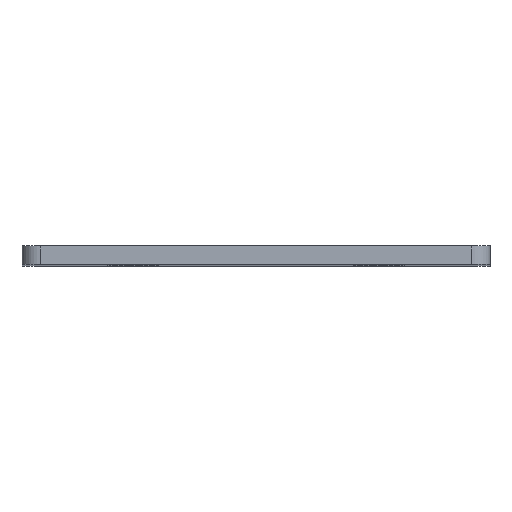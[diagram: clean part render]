
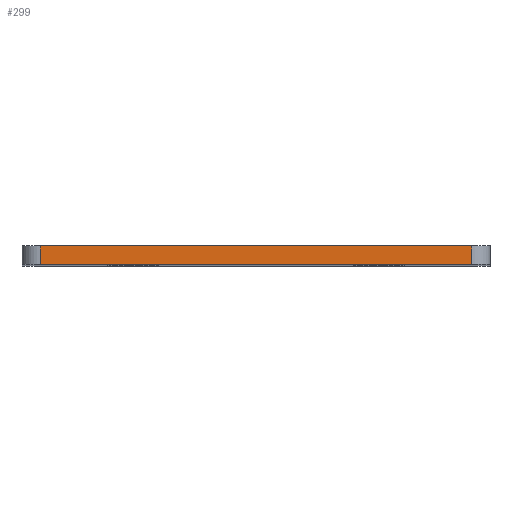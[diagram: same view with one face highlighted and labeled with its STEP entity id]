
A CAD part, top view. The second image highlights one B-rep face of the part: STEP entity #299.
In plain terms, the highlighted planar face has unit normal (0, 0, 1).
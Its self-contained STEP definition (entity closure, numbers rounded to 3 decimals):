
#28 = ORIENTED_EDGE ( 'NONE', *, *, #266, .T. ) ;
#66 = VERTEX_POINT ( 'NONE', #415 ) ;
#106 = CARTESIAN_POINT ( 'NONE',  ( -38., 3., 138. ) ) ;
#117 = CARTESIAN_POINT ( 'NONE',  ( 35., 0., 138. ) ) ;
#129 = DIRECTION ( 'NONE',  ( 1., 0., 0. ) ) ;
#146 = FACE_OUTER_BOUND ( 'NONE', #813, .T. ) ;
#203 = ORIENTED_EDGE ( 'NONE', *, *, #549, .T. ) ;
#212 = PLANE ( 'NONE',  #318 ) ;
#264 = LINE ( 'NONE', #916, #271 ) ;
#266 = EDGE_CURVE ( 'NONE', #573, #66, #505, .T. ) ;
#271 = VECTOR ( 'NONE', #557, 1000. ) ;
#299 = ADVANCED_FACE ( 'NONE', ( #146 ), #212, .T. ) ;
#311 = VERTEX_POINT ( 'NONE', #783 ) ;
#318 = AXIS2_PLACEMENT_3D ( 'NONE', #869, #572, #432 ) ;
#392 = DIRECTION ( 'NONE',  ( 1., 0., 0. ) ) ;
#415 = CARTESIAN_POINT ( 'NONE',  ( -35., 0., 138. ) ) ;
#432 = DIRECTION ( 'NONE',  ( 1., 0., 0. ) ) ;
#437 = DIRECTION ( 'NONE',  ( 0., -1., 0. ) ) ;
#457 = VECTOR ( 'NONE', #437, 1000. ) ;
#489 = CARTESIAN_POINT ( 'NONE',  ( -38., 0., 138. ) ) ;
#505 = LINE ( 'NONE', #728, #457 ) ;
#509 = EDGE_CURVE ( 'NONE', #573, #311, #772, .T. ) ;
#535 = EDGE_CURVE ( 'NONE', #703, #311, #264, .T. ) ;
#549 = EDGE_CURVE ( 'NONE', #66, #703, #779, .T. ) ;
#557 = DIRECTION ( 'NONE',  ( 0., 1., 0. ) ) ;
#572 = DIRECTION ( 'NONE',  ( 0., 0., 1. ) ) ;
#573 = VERTEX_POINT ( 'NONE', #752 ) ;
#703 = VERTEX_POINT ( 'NONE', #117 ) ;
#716 = VECTOR ( 'NONE', #392, 1000. ) ;
#728 = CARTESIAN_POINT ( 'NONE',  ( -35., 0., 138. ) ) ;
#752 = CARTESIAN_POINT ( 'NONE',  ( -35., 3., 138. ) ) ;
#772 = LINE ( 'NONE', #106, #716 ) ;
#779 = LINE ( 'NONE', #489, #847 ) ;
#783 = CARTESIAN_POINT ( 'NONE',  ( 35., 3., 138. ) ) ;
#813 = EDGE_LOOP ( 'NONE', ( #203, #824, #892, #28 ) ) ;
#824 = ORIENTED_EDGE ( 'NONE', *, *, #535, .T. ) ;
#847 = VECTOR ( 'NONE', #129, 1000. ) ;
#869 = CARTESIAN_POINT ( 'NONE',  ( -38., 0., 138. ) ) ;
#892 = ORIENTED_EDGE ( 'NONE', *, *, #509, .F. ) ;
#916 = CARTESIAN_POINT ( 'NONE',  ( 35., 0., 138. ) ) ;
